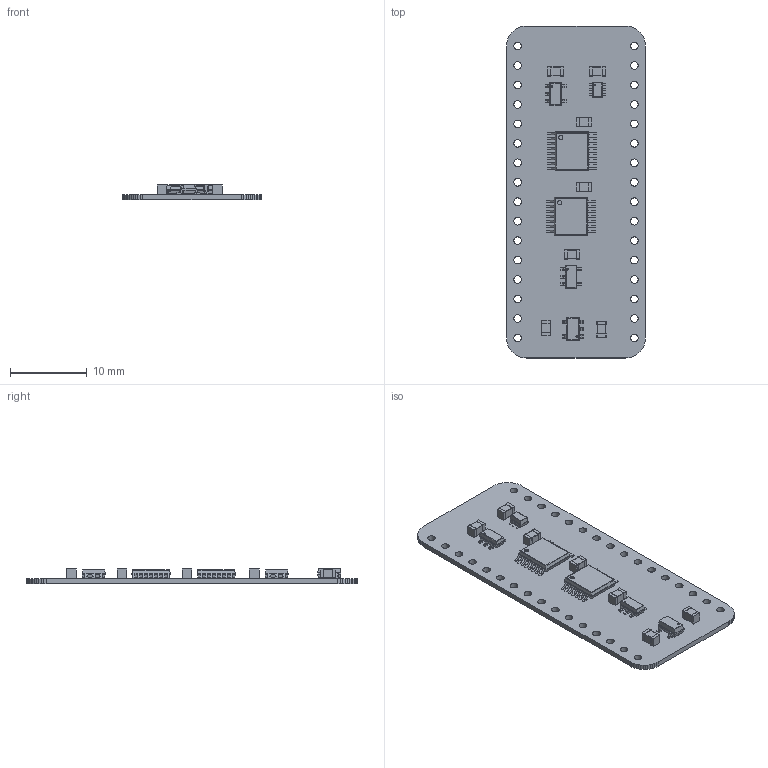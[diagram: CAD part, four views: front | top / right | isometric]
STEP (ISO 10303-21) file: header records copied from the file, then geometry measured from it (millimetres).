
FILE_DESCRIPTION(('KiCad electronic assembly'),'2;1');
FILE_NAME('Sound Address Decode.step','2023-10-11T17:52:41',('Pcbnew'),( 'Kicad'),'Open CASCADE STEP processor 7.6','KiCad to STEP converter' ,'Unknown');
FILE_SCHEMA(('AUTOMOTIVE_DESIGN { 1 0 10303 214 1 1 1 1 }'));
Length unit declared in the file: millimetre
Products named in the file (14): Sound Address Decode 1; M74VHC1G126DTT1G; COMPOUND; 74LVC2G04GW-Q100H; C_0805_2012Metric; SOLID; 74LVC74APW,118; MC74VHC139DR2G; AP7365-33WG-7; Sound Address Decode PCB
Assembly tree (20 placements, depth 3):
  Sound Address Decode 1
    M74VHC1G126DTT1G  x2
      COMPOUND
    74LVC2G04GW-Q100H
      COMPOUND
    C_0805_2012Metric  x7
      SOLID
    74LVC74APW,118
      COMPOUND
    MC74VHC139DR2G
      COMPOUND
    AP7365-33WG-7
      COMPOUND
    Sound Address Decode PCB
Bounding box: 18.13 x 43.33 x 2.03 mm (x, y, z)
Volume: 594.5 mm3; surface area: 1980.1 mm2
Topology: 65 solids, 65 shells, 1093 faces, 2733 edges, 1790 vertices
Faces by surface type: plane 770, cylinder 323
Full cylindrical faces by diameter (mm): 0.156 x1, 0.188 x2, 0.2 x1, 0.55 x2, 1 x32
Entity records: 53551 total; most frequent: CARTESIAN_POINT 10422, DIRECTION 8093, LINE 5391, VECTOR 5391, ORIENTED_EDGE 4178, PCURVE 4178, DEFINITIONAL_REPRESENTATION 4178, EDGE_CURVE 2089
